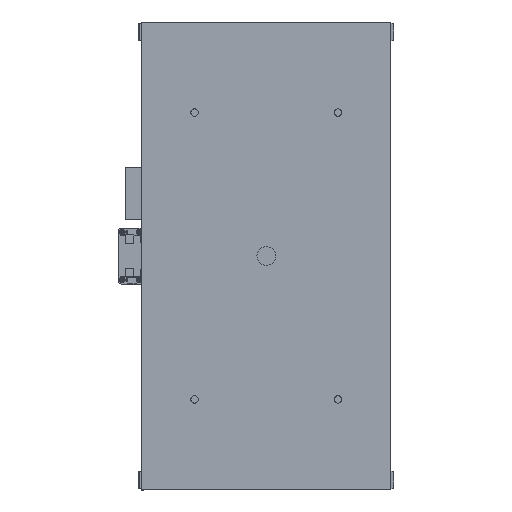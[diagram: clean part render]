
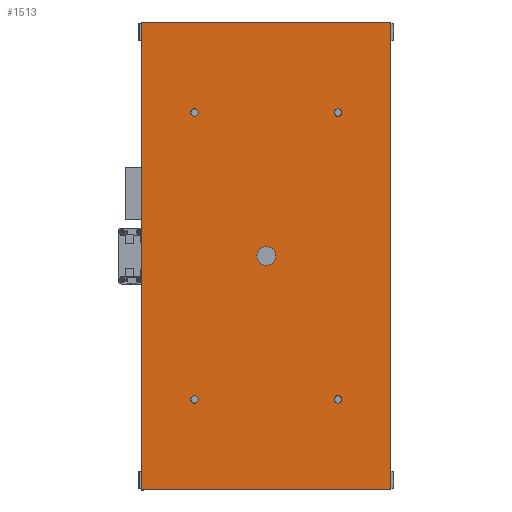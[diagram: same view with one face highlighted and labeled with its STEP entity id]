
A CAD part, top view. The second image highlights one B-rep face of the part: STEP entity #1513.
In plain terms, the highlighted face is planar.
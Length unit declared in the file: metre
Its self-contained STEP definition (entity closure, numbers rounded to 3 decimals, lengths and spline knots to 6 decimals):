
#1513=ADVANCED_FACE('',(#2541,#2542),#2543,.T.);
#2541=FACE_OUTER_BOUND('',#3799,.T.);
#2542=FACE_BOUND('',#3800,.T.);
#2543=PLANE('',#3801);
#3799=EDGE_LOOP('',(#7262,#7263,#7264,#7265));
#3800=EDGE_LOOP('',(#7266,#7267));
#3801=AXIS2_PLACEMENT_3D('',#7268,#7269,#7270);
#7262=ORIENTED_EDGE('',*,*,#9279,.F.);
#7263=ORIENTED_EDGE('',*,*,#9268,.F.);
#7264=ORIENTED_EDGE('',*,*,#9280,.F.);
#7265=ORIENTED_EDGE('',*,*,#9276,.F.);
#7266=ORIENTED_EDGE('',*,*,#9265,.T.);
#7267=ORIENTED_EDGE('',*,*,#9281,.T.);
#7268=CARTESIAN_POINT('',(0.260926,-0.57774,0.3909));
#7269=DIRECTION('',(0.0,0.0,-1.0));
#7270=DIRECTION('',(0.0,-1.0,0.0));
#9265=EDGE_CURVE('',#11297,#11294,#11298,.T.);
#9268=EDGE_CURVE('',#11302,#11303,#11304,.T.);
#9276=EDGE_CURVE('',#11316,#11317,#11318,.T.);
#9279=EDGE_CURVE('',#11303,#11316,#11321,.T.);
#9280=EDGE_CURVE('',#11317,#11302,#11322,.T.);
#9281=EDGE_CURVE('',#11294,#11297,#11323,.T.);
#11294=VERTEX_POINT('',#14229);
#11297=VERTEX_POINT('',#14233);
#11298=CIRCLE('',#14234,0.02);
#11302=VERTEX_POINT('',#14239);
#11303=VERTEX_POINT('',#14240);
#11304=LINE('',#14241,#14242);
#11316=VERTEX_POINT('',#14260);
#11317=VERTEX_POINT('',#14261);
#11318=LINE('',#14262,#14263);
#11321=LINE('',#14268,#14269);
#11322=LINE('',#14270,#14271);
#11323=CIRCLE('',#14272,0.02);
#14229=CARTESIAN_POINT('',(0.240926,-0.57774,0.3909));
#14233=CARTESIAN_POINT('',(0.280926,-0.57774,0.3909));
#14234=AXIS2_PLACEMENT_3D('',#16824,#16825,#16826);
#14239=CARTESIAN_POINT('',(0.545926,-1.11274,0.3909));
#14240=CARTESIAN_POINT('',(0.545926,-0.04274,0.3909));
#14241=CARTESIAN_POINT('',(0.545926,-0.57774,0.3909));
#14242=VECTOR('',#16831,1.0);
#14260=CARTESIAN_POINT('',(-0.024074,-0.04274,0.3909));
#14261=CARTESIAN_POINT('',(-0.024074,-1.11274,0.3909));
#14262=CARTESIAN_POINT('',(-0.024074,-0.57774,0.3909));
#14263=VECTOR('',#16841,1.0);
#14268=CARTESIAN_POINT('',(0.260926,-0.04274,0.3909));
#14269=VECTOR('',#16844,1.0);
#14270=CARTESIAN_POINT('',(0.260926,-1.11274,0.3909));
#14271=VECTOR('',#16845,1.0);
#14272=AXIS2_PLACEMENT_3D('',#16846,#16847,#16848);
#16824=CARTESIAN_POINT('',(0.260926,-0.57774,0.3909));
#16825=DIRECTION('',(0.0,0.0,1.0));
#16826=DIRECTION('',(-1.0,0.0,0.0));
#16831=DIRECTION('',(-0.0,1.0,0.0));
#16841=DIRECTION('',(-0.0,-1.0,-0.0));
#16844=DIRECTION('',(-1.0,0.0,0.0));
#16845=DIRECTION('',(1.0,0.0,0.0));
#16846=CARTESIAN_POINT('',(0.260926,-0.57774,0.3909));
#16847=DIRECTION('',(0.0,0.0,1.0));
#16848=DIRECTION('',(-1.0,0.0,0.0));
